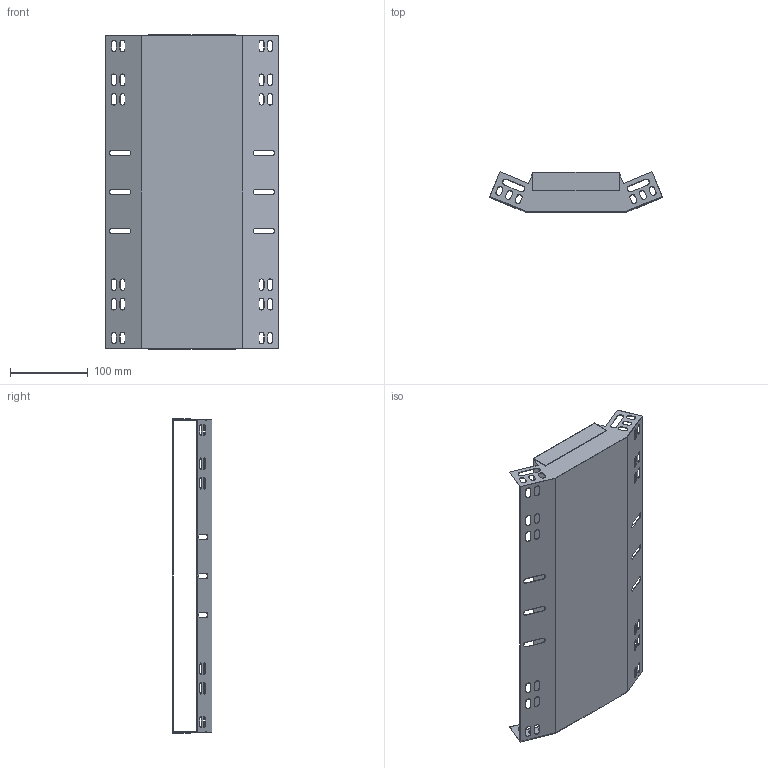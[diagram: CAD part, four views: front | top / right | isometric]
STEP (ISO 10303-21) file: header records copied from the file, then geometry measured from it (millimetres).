
FILE_DESCRIPTION (( 'STEP AP203' ), '1' );
FILE_NAME ('CLP3V-050-400-M-HDZ Ïîâîðîò íà 45 ãð. âåðòèêàëüíûé âíóòðåííèé 50õ400 IEK HDZ.STEP', '2016-02-29T12:40:00', ( '' ), ( '' ), 'SwSTEP 2.0', 'SolidWorks 2014', '' );
FILE_SCHEMA (( 'CONFIG_CONTROL_DESIGN' ));
Length unit declared in the file: millimetre
Products named in the file (1): CLP3V-050-400-M-HDZ Ïîâîðîò íà 45 ãð. âåðòèêàëüíûé âíóòðåííèé 50õ400 IEK HDZ
Bounding box: 221.82 x 51.22 x 403.2 mm (x, y, z)
Volume: 123695.3 mm3; surface area: 312819.9 mm2
Topology: 2 solids, 2 shells, 216 faces, 636 edges, 424 vertices
Faces by surface type: plane 124, cylinder 92
Entity records: 7483 total; most frequent: CARTESIAN_POINT 1277, ORIENTED_EDGE 1272, DIRECTION 1254, EDGE_CURVE 636, VECTOR 452, LINE 452, VERTEX_POINT 424, AXIS2_PLACEMENT_3D 401
